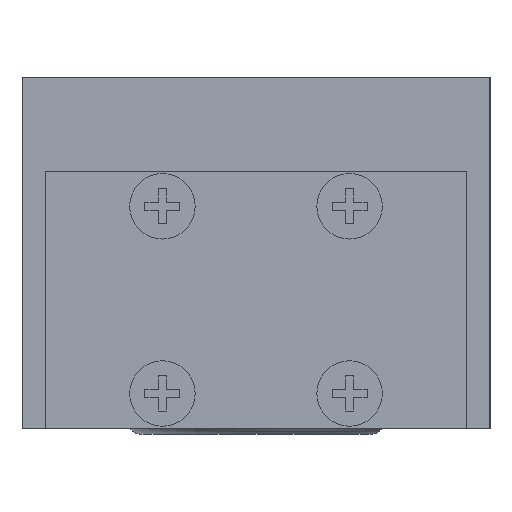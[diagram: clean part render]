
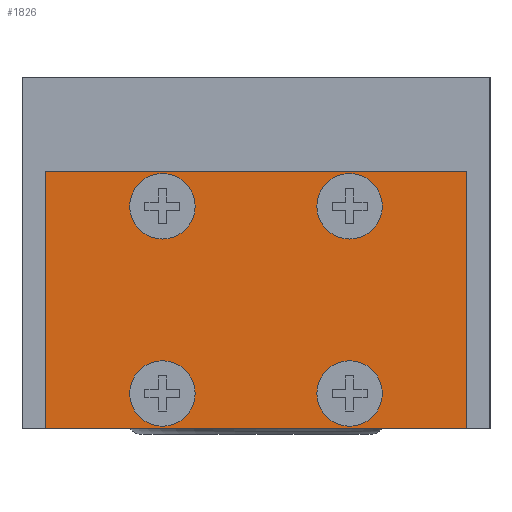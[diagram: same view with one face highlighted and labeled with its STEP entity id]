
A CAD part, left-side view. The second image highlights one B-rep face of the part: STEP entity #1826.
In plain terms, the highlighted planar face has unit normal (-1, 0, 0).
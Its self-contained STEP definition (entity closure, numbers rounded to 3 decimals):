
#62=CIRCLE('',#2600,2.8);
#64=CIRCLE('',#2617,2.8);
#66=CIRCLE('',#2634,2.8);
#68=CIRCLE('',#2651,2.8);
#431=ORIENTED_EDGE('',*,*,#642,.T.);
#432=ORIENTED_EDGE('',*,*,#718,.T.);
#433=ORIENTED_EDGE('',*,*,#733,.T.);
#434=ORIENTED_EDGE('',*,*,#729,.T.);
#435=ORIENTED_EDGE('',*,*,#723,.F.);
#436=ORIENTED_EDGE('',*,*,#731,.F.);
#437=ORIENTED_EDGE('',*,*,#680,.T.);
#438=ORIENTED_EDGE('',*,*,#604,.T.);
#604=EDGE_CURVE('',#1440,#1440,#62,.T.);
#642=EDGE_CURVE('',#1466,#1466,#64,.T.);
#680=EDGE_CURVE('',#1492,#1492,#66,.T.);
#718=EDGE_CURVE('',#1518,#1518,#68,.T.);
#723=EDGE_CURVE('',#1523,#1524,#952,.T.);
#729=EDGE_CURVE('',#1527,#1524,#958,.T.);
#731=EDGE_CURVE('',#1530,#1523,#960,.T.);
#733=EDGE_CURVE('',#1530,#1527,#962,.T.);
#952=LINE('',#3563,#1132);
#958=LINE('',#3576,#1138);
#960=LINE('',#3581,#1140);
#962=LINE('',#3584,#1142);
#1132=VECTOR('',#3041,1000.);
#1138=VECTOR('',#3049,1000.);
#1140=VECTOR('',#3053,1000.);
#1142=VECTOR('',#3057,1000.);
#1247=EDGE_LOOP('',(#431));
#1248=EDGE_LOOP('',(#432));
#1249=EDGE_LOOP('',(#433,#434,#435,#436));
#1250=EDGE_LOOP('',(#437));
#1251=EDGE_LOOP('',(#438));
#1387=PLANE('',#2663);
#1440=VERTEX_POINT('',#3312);
#1466=VERTEX_POINT('',#3391);
#1492=VERTEX_POINT('',#3470);
#1518=VERTEX_POINT('',#3549);
#1523=VERTEX_POINT('',#3564);
#1524=VERTEX_POINT('',#3565);
#1527=VERTEX_POINT('',#3573);
#1530=VERTEX_POINT('',#3580);
#1675=FACE_BOUND('',#1247,.T.);
#1676=FACE_BOUND('',#1248,.T.);
#1677=FACE_BOUND('',#1249,.T.);
#1678=FACE_BOUND('',#1250,.T.);
#1679=FACE_BOUND('',#1251,.T.);
#1826=ADVANCED_FACE('',(#1675,#1676,#1677,#1678,#1679),#1387,.T.);
#2600=AXIS2_PLACEMENT_3D('',#3311,#2811,#2812);
#2617=AXIS2_PLACEMENT_3D('',#3390,#2881,#2882);
#2634=AXIS2_PLACEMENT_3D('',#3469,#2951,#2952);
#2651=AXIS2_PLACEMENT_3D('',#3548,#3021,#3022);
#2663=AXIS2_PLACEMENT_3D('',#3583,#3055,#3056);
#2811=DIRECTION('',(1.,0.,0.));
#2812=DIRECTION('',(0.,-1.,0.));
#2881=DIRECTION('',(1.,0.,0.));
#2882=DIRECTION('',(0.,-1.,0.));
#2951=DIRECTION('',(1.,0.,0.));
#2952=DIRECTION('',(0.,-1.,0.));
#3021=DIRECTION('',(1.,0.,0.));
#3022=DIRECTION('',(0.,-1.,0.));
#3041=DIRECTION('',(0.,1.,0.));
#3049=DIRECTION('',(0.,0.,-1.));
#3053=DIRECTION('',(0.,0.,-1.));
#3055=DIRECTION('',(-1.,0.,0.));
#3056=DIRECTION('',(0.,1.,0.));
#3057=DIRECTION('',(0.,1.,0.));
#3311=CARTESIAN_POINT('',(-85.5,-7.964,-8.));
#3312=CARTESIAN_POINT('',(-85.5,-10.764,-8.));
#3390=CARTESIAN_POINT('',(-85.5,-7.964,8.));
#3391=CARTESIAN_POINT('',(-85.5,-10.764,8.));
#3469=CARTESIAN_POINT('',(-85.5,8.036,-8.));
#3470=CARTESIAN_POINT('',(-85.5,5.236,-8.));
#3548=CARTESIAN_POINT('',(-85.5,8.036,8.));
#3549=CARTESIAN_POINT('',(-85.5,5.236,8.));
#3563=CARTESIAN_POINT('',(-85.5,-17.964,-11.));
#3564=CARTESIAN_POINT('',(-85.5,-17.964,-11.));
#3565=CARTESIAN_POINT('',(-85.5,18.036,-11.));
#3573=CARTESIAN_POINT('',(-85.5,18.036,11.));
#3576=CARTESIAN_POINT('',(-85.5,18.036,11.));
#3580=CARTESIAN_POINT('',(-85.5,-17.964,11.));
#3581=CARTESIAN_POINT('',(-85.5,-17.964,11.));
#3583=CARTESIAN_POINT('',(-85.5,-17.964,11.));
#3584=CARTESIAN_POINT('',(-85.5,-17.964,11.));
